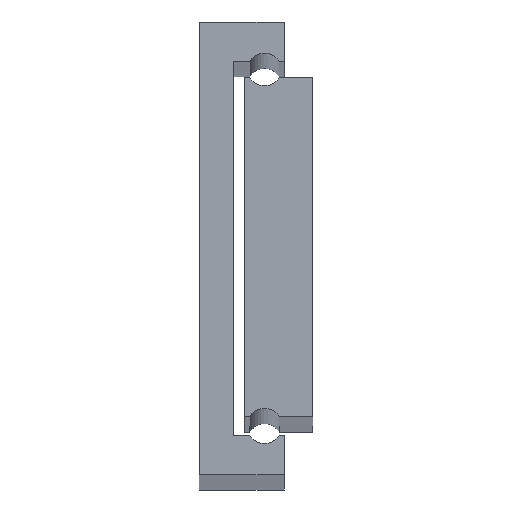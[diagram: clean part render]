
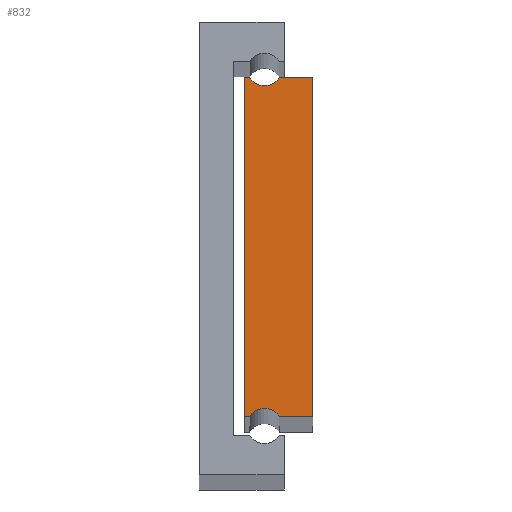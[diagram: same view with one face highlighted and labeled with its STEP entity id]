
A CAD part, top view. The second image highlights one B-rep face of the part: STEP entity #832.
In plain terms, the highlighted planar face has unit normal (0, 0, 1).
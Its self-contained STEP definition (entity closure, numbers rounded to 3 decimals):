
#17 = VECTOR ( 'NONE', #1924, 1000. ) ;
#46 = VECTOR ( 'NONE', #575, 1000. ) ;
#73 = DIRECTION ( 'NONE',  ( 1., 0., 0. ) ) ;
#177 = CARTESIAN_POINT ( 'NONE',  ( 2.027, 18.924, 775. ) ) ;
#191 = LINE ( 'NONE', #1883, #2994 ) ;
#258 = EDGE_CURVE ( 'NONE', #2296, #1531, #608, .T. ) ;
#292 = CARTESIAN_POINT ( 'NONE',  ( -0.571, 80.424, 775. ) ) ;
#434 = ORIENTED_EDGE ( 'NONE', *, *, #1494, .T. ) ;
#575 = DIRECTION ( 'NONE',  ( -1., 0., 0. ) ) ;
#608 = LINE ( 'NONE', #2692, #46 ) ;
#703 = VERTEX_POINT ( 'NONE', #2915 ) ;
#718 = CARTESIAN_POINT ( 'NONE',  ( -4.071, 78.924, 775. ) ) ;
#739 = AXIS2_PLACEMENT_3D ( 'NONE', #1534, #2210, #3061 ) ;
#774 = CARTESIAN_POINT ( 'NONE',  ( -4.071, 18.924, 775. ) ) ;
#809 = EDGE_CURVE ( 'NONE', #1531, #703, #2780, .T. ) ;
#832 = ADVANCED_FACE ( 'NONE', ( #2070 ), #2546, .F. ) ;
#848 = VECTOR ( 'NONE', #3039, 1000. ) ;
#868 = DIRECTION ( 'NONE',  ( 0., 1., 0. ) ) ;
#1061 = CIRCLE ( 'NONE', #1719, 3. ) ;
#1091 = ORIENTED_EDGE ( 'NONE', *, *, #2452, .T. ) ;
#1109 = CARTESIAN_POINT ( 'NONE',  ( 7.929, 18.924, 775. ) ) ;
#1211 = CARTESIAN_POINT ( 'NONE',  ( -0.571, 17.424, 775. ) ) ;
#1231 = CARTESIAN_POINT ( 'NONE',  ( 7.929, 78.924, 775. ) ) ;
#1269 = VERTEX_POINT ( 'NONE', #1983 ) ;
#1413 = ORIENTED_EDGE ( 'NONE', *, *, #2696, .T. ) ;
#1434 = CARTESIAN_POINT ( 'NONE',  ( 2.027, 78.924, 775. ) ) ;
#1447 = VERTEX_POINT ( 'NONE', #1605 ) ;
#1455 = AXIS2_PLACEMENT_3D ( 'NONE', #292, #1778, #73 ) ;
#1494 = EDGE_CURVE ( 'NONE', #703, #2814, #2585, .T. ) ;
#1531 = VERTEX_POINT ( 'NONE', #1434 ) ;
#1534 = CARTESIAN_POINT ( 'NONE',  ( -0.571, 17.424, 775. ) ) ;
#1568 = ORIENTED_EDGE ( 'NONE', *, *, #2912, .T. ) ;
#1605 = CARTESIAN_POINT ( 'NONE',  ( -4.071, 18.924, 775. ) ) ;
#1632 = VERTEX_POINT ( 'NONE', #2057 ) ;
#1647 = VERTEX_POINT ( 'NONE', #1887 ) ;
#1676 = DIRECTION ( 'NONE',  ( 0., -1., 0. ) ) ;
#1719 = AXIS2_PLACEMENT_3D ( 'NONE', #1211, #2359, #2157 ) ;
#1778 = DIRECTION ( 'NONE',  ( 0., 0., -1. ) ) ;
#1826 = CARTESIAN_POINT ( 'NONE',  ( -3.169, 78.924, 775. ) ) ;
#1883 = CARTESIAN_POINT ( 'NONE',  ( -4.071, 78.924, 775. ) ) ;
#1887 = CARTESIAN_POINT ( 'NONE',  ( 7.929, 18.924, 775. ) ) ;
#1897 = EDGE_LOOP ( 'NONE', ( #2734, #1964, #1091, #1568, #1413, #2988, #2106, #434 ) ) ;
#1924 = DIRECTION ( 'NONE',  ( 1., 0., 0. ) ) ;
#1964 = ORIENTED_EDGE ( 'NONE', *, *, #2309, .T. ) ;
#1983 = CARTESIAN_POINT ( 'NONE',  ( 2.027, 18.924, 775. ) ) ;
#1988 = EDGE_CURVE ( 'NONE', #2814, #1447, #191, .T. ) ;
#2057 = CARTESIAN_POINT ( 'NONE',  ( -3.169, 18.924, 775. ) ) ;
#2070 = FACE_OUTER_BOUND ( 'NONE', #1897, .T. ) ;
#2106 = ORIENTED_EDGE ( 'NONE', *, *, #809, .T. ) ;
#2157 = DIRECTION ( 'NONE',  ( -1., 0., 0. ) ) ;
#2210 = DIRECTION ( 'NONE',  ( 0., 0., -1. ) ) ;
#2226 = VECTOR ( 'NONE', #2323, 1000. ) ;
#2296 = VERTEX_POINT ( 'NONE', #1231 ) ;
#2309 = EDGE_CURVE ( 'NONE', #1447, #1632, #2936, .T. ) ;
#2323 = DIRECTION ( 'NONE',  ( -1., 0., 0. ) ) ;
#2333 = LINE ( 'NONE', #177, #848 ) ;
#2359 = DIRECTION ( 'NONE',  ( 0., 0., -1. ) ) ;
#2452 = EDGE_CURVE ( 'NONE', #1632, #1269, #1061, .T. ) ;
#2530 = VECTOR ( 'NONE', #868, 1000. ) ;
#2546 = PLANE ( 'NONE',  #739 ) ;
#2585 = LINE ( 'NONE', #1826, #2226 ) ;
#2692 = CARTESIAN_POINT ( 'NONE',  ( 7.929, 78.924, 775. ) ) ;
#2696 = EDGE_CURVE ( 'NONE', #1647, #2296, #2807, .T. ) ;
#2734 = ORIENTED_EDGE ( 'NONE', *, *, #1988, .T. ) ;
#2780 = CIRCLE ( 'NONE', #1455, 3. ) ;
#2807 = LINE ( 'NONE', #1109, #2530 ) ;
#2814 = VERTEX_POINT ( 'NONE', #718 ) ;
#2912 = EDGE_CURVE ( 'NONE', #1269, #1647, #2333, .T. ) ;
#2915 = CARTESIAN_POINT ( 'NONE',  ( -3.169, 78.924, 775. ) ) ;
#2936 = LINE ( 'NONE', #774, #17 ) ;
#2988 = ORIENTED_EDGE ( 'NONE', *, *, #258, .T. ) ;
#2994 = VECTOR ( 'NONE', #1676, 1000. ) ;
#3039 = DIRECTION ( 'NONE',  ( 1., 0., 0. ) ) ;
#3061 = DIRECTION ( 'NONE',  ( -1., 0., 0. ) ) ;
